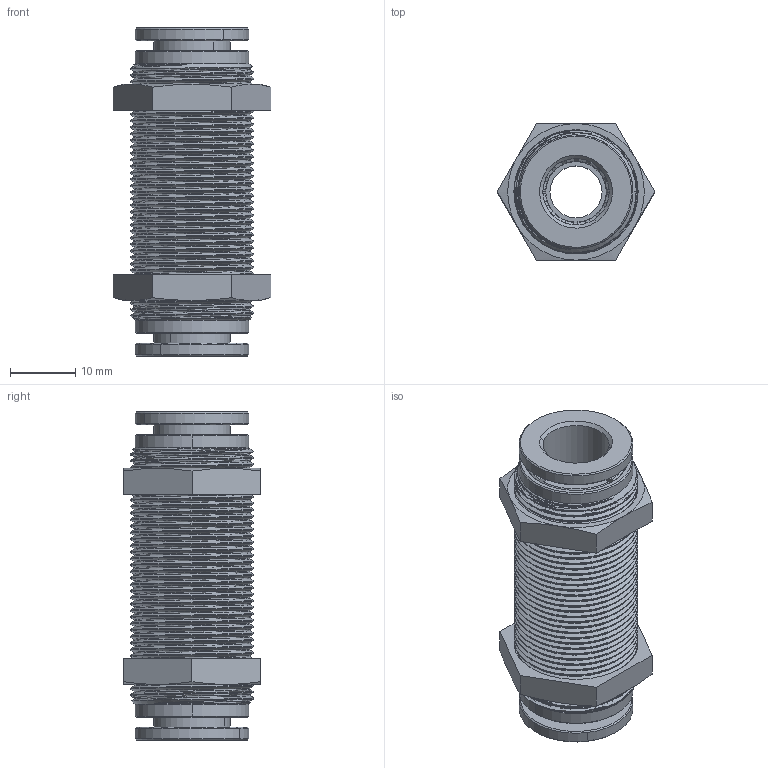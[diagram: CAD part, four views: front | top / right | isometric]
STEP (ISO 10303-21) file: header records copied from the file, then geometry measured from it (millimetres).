
FILE_DESCRIPTION (( 'STEP AP214' ), '1' );
FILE_NAME ('BUS10W.STEP', '2018-07-05T15:43:01', ( '' ), ( '' ), 'SwSTEP 2.0', 'SolidWorks 2016', '' );
FILE_SCHEMA (( 'AUTOMOTIVE_DESIGN' ));
Length unit declared in the file: millimetre
Products named in the file (1): BUS10W
Bounding box: 24.25 x 21 x 50.44 mm (x, y, z)
Volume: 8904 mm3; surface area: 14504 mm2
Topology: 13 solids, 13 shells, 959 faces, 2689 edges, 1762 vertices
Faces by surface type: plane 308, cone 281, cylinder 219, bspline 147, torus 4
Entity records: 57332 total; most frequent: CARTESIAN_POINT 24568, ORIENTED_EDGE 5378, DIRECTION 3711, EDGE_CURVE 2689, VERTEX_POINT 1762, AXIS2_PLACEMENT_3D 1487, B_SPLINE_CURVE_WITH_KNOTS 1093, EDGE_LOOP 991
